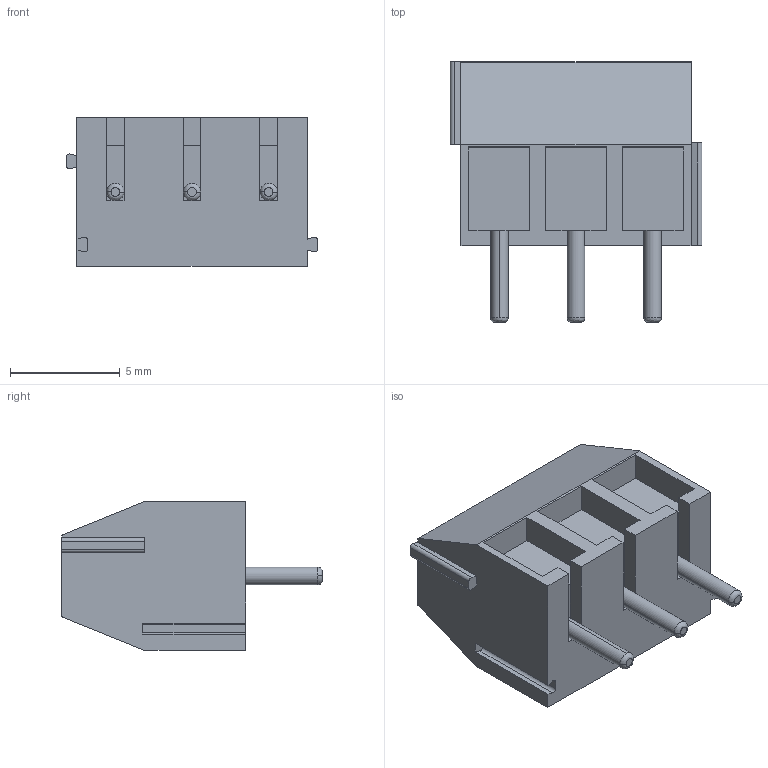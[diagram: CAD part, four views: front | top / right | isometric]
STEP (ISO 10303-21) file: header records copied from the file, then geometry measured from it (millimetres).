
FILE_DESCRIPTION((''),'2;1');
FILE_NAME('DG350-3_5-03P-1Y-00AH','2020-05-20T',('Administrator'),(''),'CREO PARAMETRIC BY PTC INC, 2014350','CREO PARAMETRIC BY PTC INC, 2014350','');
FILE_SCHEMA(('CONFIG_CONTROL_DESIGN'));
Length unit declared in the file: millimetre
Products named in the file (1): DG350-3_5-03P-1Y-00AH
Bounding box: 11.5 x 11.9 x 6.8 mm (x, y, z)
Volume: 478.2 mm3; surface area: 601.8 mm2
Topology: 1 solids, 1 shells, 441 faces, 1230 edges, 810 vertices
Faces by surface type: plane 383, cylinder 28, revolution 12, bspline 6, torus 6, cone 6
Entity records: 14329 total; most frequent: CARTESIAN_POINT 2874, ORIENTED_EDGE 2460, DIRECTION 2204, EDGE_CURVE 1230, VECTOR 1078, LINE 1078, VERTEX_POINT 810, AXIS2_PLACEMENT_3D 557
